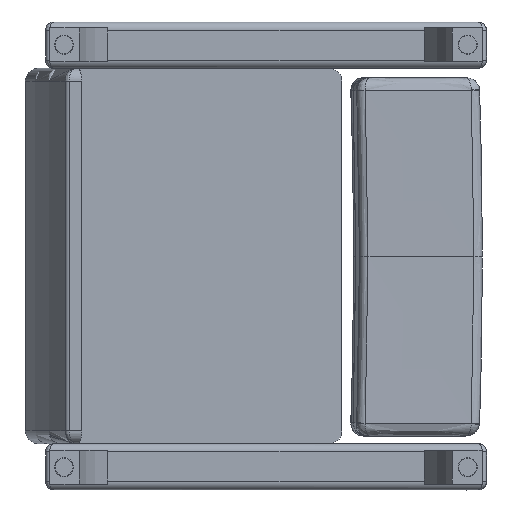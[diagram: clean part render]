
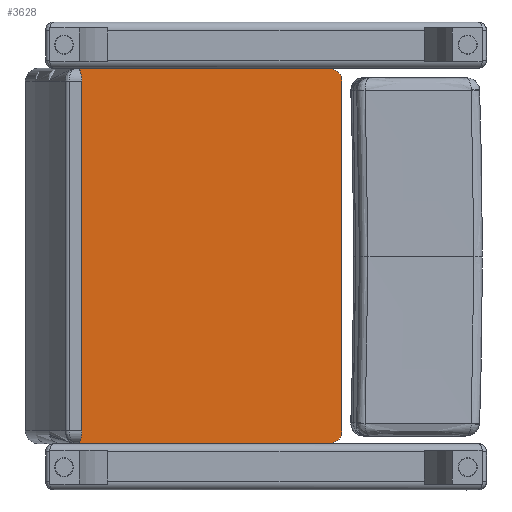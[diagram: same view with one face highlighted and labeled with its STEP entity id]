
A CAD part, front view. The second image highlights one B-rep face of the part: STEP entity #3628.
In plain terms, the highlighted planar face has unit normal (0, -1, 0).
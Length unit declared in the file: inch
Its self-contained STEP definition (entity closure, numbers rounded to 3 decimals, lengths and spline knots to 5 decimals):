
#138=PLANE('',#3958);
#200=ELLIPSE('',#3944,0.75156,0.75);
#201=ELLIPSE('',#3959,0.75156,0.75);
#279=LINE('',#5723,#399);
#281=LINE('',#5747,#401);
#282=LINE('',#5750,#402);
#283=LINE('',#5753,#403);
#399=VECTOR('',#4463,0.3937);
#401=VECTOR('',#4469,0.3937);
#402=VECTOR('',#4472,0.3937);
#403=VECTOR('',#4475,0.3937);
#572=FACE_OUTER_BOUND('',#830,.T.);
#830=EDGE_LOOP('',(#2428,#2429,#2430,#2431,#2432,#2433));
#1488=VERTEX_POINT('',#5672);
#1489=VERTEX_POINT('',#5673);
#1494=VERTEX_POINT('',#5720);
#1495=VERTEX_POINT('',#5722);
#1498=VERTEX_POINT('',#5749);
#1499=VERTEX_POINT('',#5751);
#1831=EDGE_CURVE('',#1488,#1489,#200,.T.);
#1843=EDGE_CURVE('',#1494,#1495,#279,.T.);
#1847=EDGE_CURVE('',#1489,#1494,#281,.T.);
#1848=EDGE_CURVE('',#1498,#1488,#282,.T.);
#1849=EDGE_CURVE('',#1499,#1498,#201,.T.);
#1850=EDGE_CURVE('',#1495,#1499,#283,.T.);
#2428=ORIENTED_EDGE('',*,*,#1831,.F.);
#2429=ORIENTED_EDGE('',*,*,#1848,.F.);
#2430=ORIENTED_EDGE('',*,*,#1849,.F.);
#2431=ORIENTED_EDGE('',*,*,#1850,.F.);
#2432=ORIENTED_EDGE('',*,*,#1843,.F.);
#2433=ORIENTED_EDGE('',*,*,#1847,.F.);
#3628=ADVANCED_FACE('',(#572),#138,.F.);
#3944=AXIS2_PLACEMENT_3D('',#5674,#4437,#4438);
#3958=AXIS2_PLACEMENT_3D('',#5748,#4470,#4471);
#3959=AXIS2_PLACEMENT_3D('',#5752,#4473,#4474);
#4437=DIRECTION('center_axis',(0.,1.,0.));
#4438=DIRECTION('ref_axis',(1.,0.,0.));
#4463=DIRECTION('',(0.,0.,1.));
#4469=DIRECTION('',(-1.,0.,0.));
#4470=DIRECTION('center_axis',(0.,1.,0.));
#4471=DIRECTION('ref_axis',(-1.,0.,0.));
#4472=DIRECTION('',(0.,0.,-1.));
#4473=DIRECTION('center_axis',(0.,1.,0.));
#4474=DIRECTION('ref_axis',(1.,0.,0.));
#4475=DIRECTION('',(1.,0.,0.));
#5672=CARTESIAN_POINT('',(4.2156,-1.65105,0.75));
#5673=CARTESIAN_POINT('',(3.46404,-1.65105,0.));
#5674=CARTESIAN_POINT('Origin',(3.46404,-1.65105,0.75));
#5720=CARTESIAN_POINT('',(-12.7844,-1.65105,0.));
#5722=CARTESIAN_POINT('',(-12.7844,-1.65105,22.25));
#5723=CARTESIAN_POINT('',(-12.7844,-1.65105,0.));
#5747=CARTESIAN_POINT('',(-0.03473,-1.65105,0.));
#5748=CARTESIAN_POINT('Origin',(4.2156,-1.65105,0.));
#5749=CARTESIAN_POINT('',(4.2156,-1.65105,21.5));
#5750=CARTESIAN_POINT('',(4.2156,-1.65105,0.));
#5751=CARTESIAN_POINT('',(3.46404,-1.65105,22.25));
#5752=CARTESIAN_POINT('Origin',(3.46404,-1.65105,21.5));
#5753=CARTESIAN_POINT('',(-0.03473,-1.65105,22.25));
